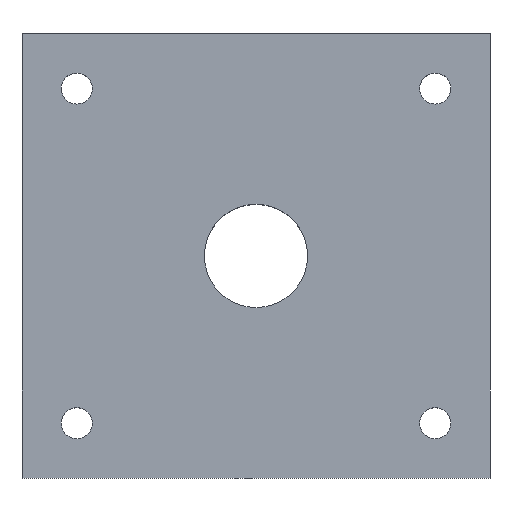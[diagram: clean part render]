
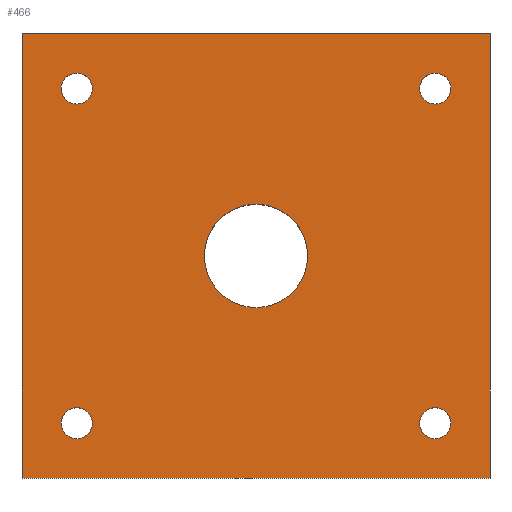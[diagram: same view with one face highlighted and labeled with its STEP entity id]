
A CAD part, top view. The second image highlights one B-rep face of the part: STEP entity #466.
In plain terms, the highlighted free-form (B-spline) face has degree [1, 1] with [2, 2] control points.
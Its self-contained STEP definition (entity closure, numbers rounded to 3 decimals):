
#12=B_SPLINE_SURFACE_WITH_KNOTS('',1,1,((#804,#805),(#806,#807)),
 .PLANE_SURF.,.F.,.F.,.F.,(2,2),(2,2),(0.,1.),(0.,1.),.UNSPECIFIED.);
#30=LINE('',#812,#52);
#31=LINE('',#815,#53);
#32=LINE('',#817,#54);
#33=LINE('',#819,#55);
#52=VECTOR('',#593,1000.);
#53=VECTOR('',#594,1000.);
#54=VECTOR('',#595,1000.);
#55=VECTOR('',#596,1000.);
#122=ORIENTED_EDGE('',*,*,#246,.F.);
#123=ORIENTED_EDGE('',*,*,#247,.F.);
#124=ORIENTED_EDGE('',*,*,#248,.T.);
#125=ORIENTED_EDGE('',*,*,#249,.F.);
#126=ORIENTED_EDGE('',*,*,#250,.T.);
#127=ORIENTED_EDGE('',*,*,#251,.F.);
#128=ORIENTED_EDGE('',*,*,#239,.T.);
#129=ORIENTED_EDGE('',*,*,#236,.T.);
#130=ORIENTED_EDGE('',*,*,#241,.T.);
#131=ORIENTED_EDGE('',*,*,#232,.T.);
#132=ORIENTED_EDGE('',*,*,#243,.T.);
#133=ORIENTED_EDGE('',*,*,#228,.T.);
#134=ORIENTED_EDGE('',*,*,#245,.T.);
#135=ORIENTED_EDGE('',*,*,#224,.T.);
#224=EDGE_CURVE('',#291,#290,#325,.T.);
#228=EDGE_CURVE('',#295,#294,#327,.T.);
#232=EDGE_CURVE('',#299,#298,#329,.T.);
#236=EDGE_CURVE('',#303,#302,#331,.T.);
#239=EDGE_CURVE('',#302,#303,#333,.T.);
#241=EDGE_CURVE('',#298,#299,#335,.T.);
#243=EDGE_CURVE('',#294,#295,#337,.T.);
#245=EDGE_CURVE('',#290,#291,#339,.T.);
#246=EDGE_CURVE('',#304,#305,#340,.T.);
#247=EDGE_CURVE('',#305,#304,#341,.T.);
#248=EDGE_CURVE('',#306,#307,#30,.T.);
#249=EDGE_CURVE('',#308,#307,#31,.T.);
#250=EDGE_CURVE('',#308,#309,#32,.T.);
#251=EDGE_CURVE('',#306,#309,#33,.T.);
#290=VERTEX_POINT('',#712);
#291=VERTEX_POINT('',#714);
#294=VERTEX_POINT('',#728);
#295=VERTEX_POINT('',#730);
#298=VERTEX_POINT('',#744);
#299=VERTEX_POINT('',#746);
#302=VERTEX_POINT('',#760);
#303=VERTEX_POINT('',#762);
#304=VERTEX_POINT('',#809);
#305=VERTEX_POINT('',#810);
#306=VERTEX_POINT('',#813);
#307=VERTEX_POINT('',#814);
#308=VERTEX_POINT('',#816);
#309=VERTEX_POINT('',#818);
#325=CIRCLE('',#504,1.5);
#327=CIRCLE('',#506,1.5);
#329=CIRCLE('',#508,1.5);
#331=CIRCLE('',#510,1.5);
#333=CIRCLE('',#512,1.5);
#335=CIRCLE('',#514,1.5);
#337=CIRCLE('',#516,1.5);
#339=CIRCLE('',#518,1.5);
#340=CIRCLE('',#519,5.);
#341=CIRCLE('',#520,5.);
#364=EDGE_LOOP('',(#122,#123));
#365=EDGE_LOOP('',(#124,#125,#126,#127));
#366=EDGE_LOOP('',(#128,#129));
#367=EDGE_LOOP('',(#130,#131));
#368=EDGE_LOOP('',(#132,#133));
#369=EDGE_LOOP('',(#134,#135));
#406=FACE_BOUND('',#364,.T.);
#407=FACE_BOUND('',#365,.T.);
#408=FACE_BOUND('',#366,.T.);
#409=FACE_BOUND('',#367,.T.);
#410=FACE_BOUND('',#368,.T.);
#411=FACE_BOUND('',#369,.T.);
#466=ADVANCED_FACE('',(#406,#407,#408,#409,#410,#411),#12,.T.);
#504=AXIS2_PLACEMENT_3D('',#713,#552,#553);
#506=AXIS2_PLACEMENT_3D('',#729,#558,#559);
#508=AXIS2_PLACEMENT_3D('',#745,#564,#565);
#510=AXIS2_PLACEMENT_3D('',#761,#570,#571);
#512=AXIS2_PLACEMENT_3D('',#773,#575,#576);
#514=AXIS2_PLACEMENT_3D('',#783,#579,#580);
#516=AXIS2_PLACEMENT_3D('',#793,#583,#584);
#518=AXIS2_PLACEMENT_3D('',#803,#587,#588);
#519=AXIS2_PLACEMENT_3D('',#808,#589,#590);
#520=AXIS2_PLACEMENT_3D('',#811,#591,#592);
#552=DIRECTION('',(0.,0.,-1.));
#553=DIRECTION('',(0.,-1.,0.));
#558=DIRECTION('',(0.,0.,-1.));
#559=DIRECTION('',(0.,-1.,0.));
#564=DIRECTION('',(0.,0.,-1.));
#565=DIRECTION('',(0.,-1.,0.));
#570=DIRECTION('',(0.,0.,-1.));
#571=DIRECTION('',(0.,-1.,0.));
#575=DIRECTION('',(0.,0.,-1.));
#576=DIRECTION('',(0.,-1.,0.));
#579=DIRECTION('',(0.,0.,-1.));
#580=DIRECTION('',(0.,-1.,0.));
#583=DIRECTION('',(0.,0.,-1.));
#584=DIRECTION('',(0.,-1.,0.));
#587=DIRECTION('',(0.,0.,-1.));
#588=DIRECTION('',(0.,-1.,0.));
#589=DIRECTION('',(0.,0.,1.));
#590=DIRECTION('',(0.,-1.,0.));
#591=DIRECTION('',(0.,0.,1.));
#592=DIRECTION('',(0.,-1.,0.));
#593=DIRECTION('',(0.,-1.,0.));
#594=DIRECTION('',(-1.,0.,0.));
#595=DIRECTION('',(0.,1.,0.));
#596=DIRECTION('',(1.,0.,0.));
#712=CARTESIAN_POINT('',(-17.347,7.553,-111.5));
#713=CARTESIAN_POINT('',(-17.347,9.053,-111.5));
#714=CARTESIAN_POINT('',(-17.347,10.553,-111.5));
#728=CARTESIAN_POINT('',(17.347,7.553,-111.5));
#729=CARTESIAN_POINT('',(17.347,9.053,-111.5));
#730=CARTESIAN_POINT('',(17.347,10.553,-111.5));
#744=CARTESIAN_POINT('',(17.347,42.947,-111.5));
#745=CARTESIAN_POINT('',(17.347,41.447,-111.5));
#746=CARTESIAN_POINT('',(17.347,39.947,-111.5));
#760=CARTESIAN_POINT('',(-17.347,42.947,-111.5));
#761=CARTESIAN_POINT('',(-17.347,41.447,-111.5));
#762=CARTESIAN_POINT('',(-17.347,39.947,-111.5));
#773=CARTESIAN_POINT('',(-17.347,41.447,-111.5));
#783=CARTESIAN_POINT('',(17.347,41.447,-111.5));
#793=CARTESIAN_POINT('',(17.347,9.053,-111.5));
#803=CARTESIAN_POINT('',(-17.347,9.053,-111.5));
#804=CARTESIAN_POINT('',(-24.915,1.6,-111.5));
#805=CARTESIAN_POINT('',(-24.915,48.9,-111.5));
#806=CARTESIAN_POINT('',(24.915,1.6,-111.5));
#807=CARTESIAN_POINT('',(24.915,48.9,-111.5));
#808=CARTESIAN_POINT('',(0.,25.25,-111.5));
#809=CARTESIAN_POINT('',(0.,20.25,-111.5));
#810=CARTESIAN_POINT('',(0.,30.25,-111.5));
#811=CARTESIAN_POINT('',(0.,25.25,-111.5));
#812=CARTESIAN_POINT('',(-22.65,25.25,-111.5));
#813=CARTESIAN_POINT('',(-22.65,46.75,-111.5));
#814=CARTESIAN_POINT('',(-22.65,3.75,-111.5));
#815=CARTESIAN_POINT('',(8.635,3.75,-111.5));
#816=CARTESIAN_POINT('',(22.65,3.75,-111.5));
#817=CARTESIAN_POINT('',(22.65,25.25,-111.5));
#818=CARTESIAN_POINT('',(22.65,46.75,-111.5));
#819=CARTESIAN_POINT('',(22.652,46.75,-111.5));
